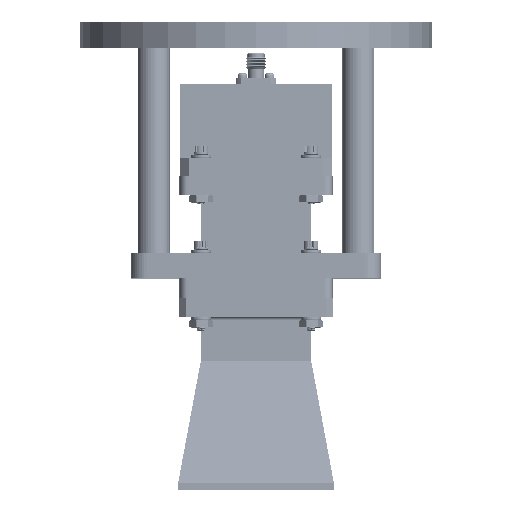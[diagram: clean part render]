
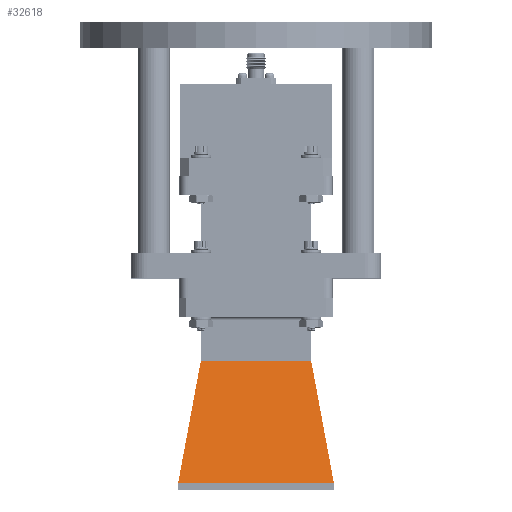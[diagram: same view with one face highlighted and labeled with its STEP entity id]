
A CAD part, top view. The second image highlights one B-rep face of the part: STEP entity #32618.
In plain terms, the highlighted face is planar.
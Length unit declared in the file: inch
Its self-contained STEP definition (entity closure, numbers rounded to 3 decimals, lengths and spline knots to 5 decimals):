
#639 = LINE ( 'NONE', #28161, #53663 ) ;
#1689 = CARTESIAN_POINT ( 'NONE',  ( 0.16269, 0., 0.04515 ) ) ;
#2014 = EDGE_CURVE ( 'NONE', #31677, #51135, #21640, .T. ) ;
#2647 = VECTOR ( 'NONE', #51500, 39.37008 ) ;
#2710 = ORIENTED_EDGE ( 'NONE', *, *, #61559, .F. ) ;
#2806 = VERTEX_POINT ( 'NONE', #38187 ) ;
#5386 = LINE ( 'NONE', #49309, #51708 ) ;
#5622 = CARTESIAN_POINT ( 'NONE',  ( -0.36806, 0.67911, 1.95765 ) ) ;
#7737 = DIRECTION ( 'NONE',  ( -0.263, -0.176, 0.949 ) ) ;
#7831 = CARTESIAN_POINT ( 'NONE',  ( -0.36661, 0.561, 1.95243 ) ) ;
#8370 = AXIS2_PLACEMENT_3D ( 'NONE', #1689, #20988, #11505 ) ;
#9505 = DIRECTION ( 'NONE',  ( 0.267, 0., -0.964 ) ) ;
#9843 = DIRECTION ( 'NONE',  ( 0., 1., 0. ) ) ;
#10775 = CARTESIAN_POINT ( 'NONE',  ( -0.36806, 0.67911, 1.95765 ) ) ;
#11505 = DIRECTION ( 'NONE',  ( 0.267, 0., -0.964 ) ) ;
#11618 = VERTEX_POINT ( 'NONE', #33282 ) ;
#12776 = VECTOR ( 'NONE', #54927, 39.37008 ) ;
#14135 = EDGE_CURVE ( 'NONE', #25555, #46482, #5386, .T. ) ;
#14194 = EDGE_LOOP ( 'NONE', ( #51758, #2710, #35820, #35090, #15982, #53594, #56987, #61262 ) ) ;
#14594 = VECTOR ( 'NONE', #7737, 39.37008 ) ;
#15466 = CARTESIAN_POINT ( 'NONE',  ( -0.78338, -0.95317, 3.4542 ) ) ;
#15982 = ORIENTED_EDGE ( 'NONE', *, *, #21569, .F. ) ;
#20243 = DIRECTION ( 'NONE',  ( 0.267, 0., -0.964 ) ) ;
#20988 = DIRECTION ( 'NONE',  ( 0.964, 0., 0.267 ) ) ;
#21569 = EDGE_CURVE ( 'NONE', #31677, #11618, #38540, .T. ) ;
#21640 = LINE ( 'NONE', #55760, #14594 ) ;
#23332 = EDGE_CURVE ( 'NONE', #24445, #11618, #59669, .T. ) ;
#23475 = EDGE_CURVE ( 'NONE', #51135, #54188, #37568, .T. ) ;
#24267 = CARTESIAN_POINT ( 'NONE',  ( -0.36661, 0.67911, 1.95243 ) ) ;
#24325 = CARTESIAN_POINT ( 'NONE',  ( 0.16269, -0.67911, 0.04515 ) ) ;
#24445 = VERTEX_POINT ( 'NONE', #24267 ) ;
#25555 = VERTEX_POINT ( 'NONE', #35059 ) ;
#25712 = PLANE ( 'NONE',  #8370 ) ;
#27159 = CARTESIAN_POINT ( 'NONE',  ( -0.77758, -0.95317, 3.43332 ) ) ;
#28161 = CARTESIAN_POINT ( 'NONE',  ( -0.78338, -0.97286, 3.4542 ) ) ;
#30660 = VECTOR ( 'NONE', #54586, 39.37008 ) ;
#31677 = VERTEX_POINT ( 'NONE', #39995 ) ;
#32618 = ADVANCED_FACE ( 'NONE', ( #35200 ), #25712, .F. ) ;
#33282 = CARTESIAN_POINT ( 'NONE',  ( -0.36661, -0.67911, 1.95243 ) ) ;
#34977 = CARTESIAN_POINT ( 'NONE',  ( -0.77758, 0.95317, 3.43332 ) ) ;
#35059 = CARTESIAN_POINT ( 'NONE',  ( -0.78338, 0.95317, 3.4542 ) ) ;
#35090 = ORIENTED_EDGE ( 'NONE', *, *, #23332, .T. ) ;
#35200 = FACE_OUTER_BOUND ( 'NONE', #14194, .T. ) ;
#35820 = ORIENTED_EDGE ( 'NONE', *, *, #49998, .T. ) ;
#37568 = LINE ( 'NONE', #27159, #2647 ) ;
#38187 = CARTESIAN_POINT ( 'NONE',  ( -0.36806, 0.67911, 1.95765 ) ) ;
#38540 = LINE ( 'NONE', #24325, #51832 ) ;
#39846 = CARTESIAN_POINT ( 'NONE',  ( -0.77758, -0.95317, 3.43332 ) ) ;
#39995 = CARTESIAN_POINT ( 'NONE',  ( -0.36806, -0.67911, 1.95765 ) ) ;
#40442 = DIRECTION ( 'NONE',  ( 0.267, 0., -0.964 ) ) ;
#43969 = LINE ( 'NONE', #10775, #51474 ) ;
#46482 = VERTEX_POINT ( 'NONE', #34977 ) ;
#49309 = CARTESIAN_POINT ( 'NONE',  ( -0.78338, 0.95317, 3.4542 ) ) ;
#49998 = EDGE_CURVE ( 'NONE', #2806, #24445, #43969, .T. ) ;
#50164 = LINE ( 'NONE', #5622, #30660 ) ;
#51135 = VERTEX_POINT ( 'NONE', #39846 ) ;
#51474 = VECTOR ( 'NONE', #20243, 39.37008 ) ;
#51500 = DIRECTION ( 'NONE',  ( -0.267, 0., 0.964 ) ) ;
#51708 = VECTOR ( 'NONE', #40442, 39.37008 ) ;
#51758 = ORIENTED_EDGE ( 'NONE', *, *, #14135, .T. ) ;
#51832 = VECTOR ( 'NONE', #9505, 39.37008 ) ;
#53594 = ORIENTED_EDGE ( 'NONE', *, *, #2014, .T. ) ;
#53663 = VECTOR ( 'NONE', #9843, 39.37008 ) ;
#54188 = VERTEX_POINT ( 'NONE', #15466 ) ;
#54586 = DIRECTION ( 'NONE',  ( -0.263, 0.176, 0.949 ) ) ;
#54927 = DIRECTION ( 'NONE',  ( 0., -1., 0. ) ) ;
#55760 = CARTESIAN_POINT ( 'NONE',  ( -0.36806, -0.67911, 1.95765 ) ) ;
#56987 = ORIENTED_EDGE ( 'NONE', *, *, #23475, .T. ) ;
#58666 = EDGE_CURVE ( 'NONE', #54188, #25555, #639, .T. ) ;
#59669 = LINE ( 'NONE', #7831, #12776 ) ;
#61262 = ORIENTED_EDGE ( 'NONE', *, *, #58666, .T. ) ;
#61559 = EDGE_CURVE ( 'NONE', #2806, #46482, #50164, .T. ) ;
